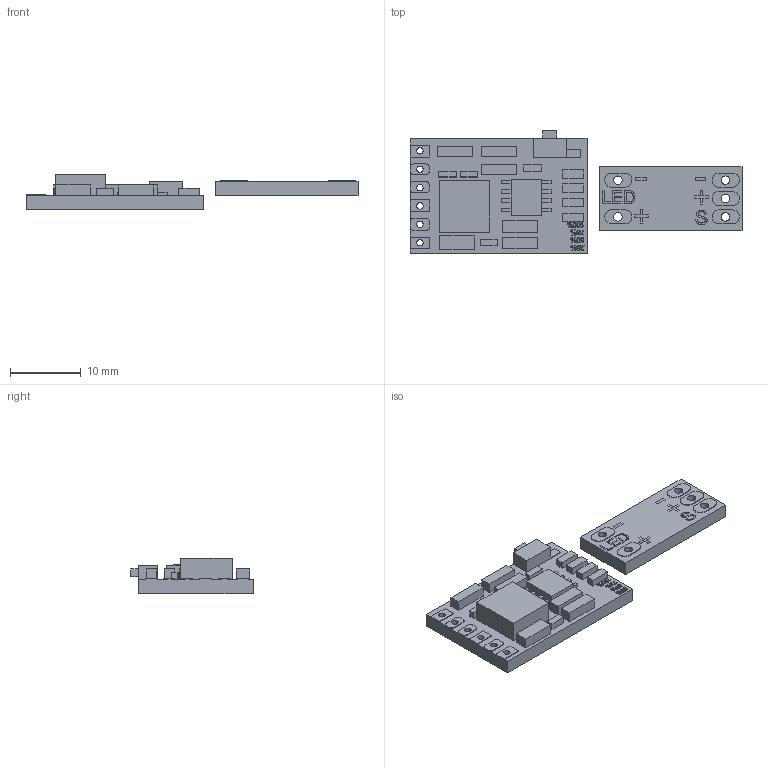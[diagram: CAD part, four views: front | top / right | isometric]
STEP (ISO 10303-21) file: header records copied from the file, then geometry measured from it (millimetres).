
FILE_DESCRIPTION(/* description */ (''),/* implementation_level */ '2;1');
FILE_NAME(/* name */ 'flytron and discharge board.step',/* time_stamp */ '2022-11-13T02:25:57-05:00',/* author */ (''),/* organization */ (''),/* preprocessor_version */ 'ST-DEVELOPER v19.2',/* originating_system */ 'Autodesk Translation Framework v11.17.0.187',/* authorisation */ '');
FILE_SCHEMA (('AUTOMOTIVE_DESIGN { 1 0 10303 214 3 1 1 }'));
Length unit declared in the file: millimetre
Products named in the file (1): flytron
Bounding box: 46.97 x 17.33 x 5 mm (x, y, z)
Volume: 1477.5 mm3; surface area: 1866.5 mm2
Topology: 2 solids, 2 shells, 668 faces, 1803 edges, 1202 vertices
Faces by surface type: plane 325, bspline 310, cylinder 33
Full cylindrical faces by diameter (mm): 0.9 x6, 1.189 x5
Entity records: 23914 total; most frequent: CARTESIAN_POINT 9040, ORIENTED_EDGE 3606, DIRECTION 1967, EDGE_CURVE 1803, VERTEX_POINT 1202, LINE 1117, VECTOR 1117, EDGE_LOOP 753
